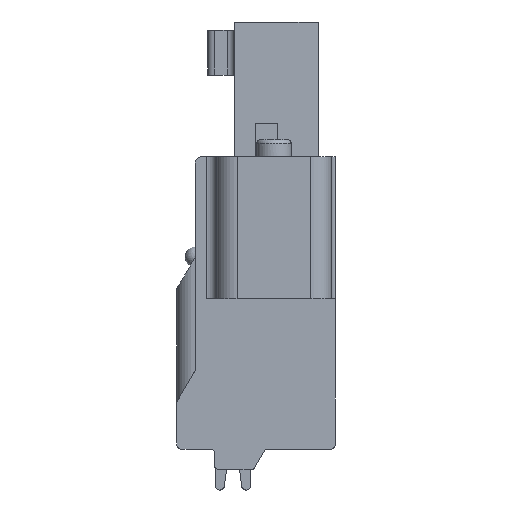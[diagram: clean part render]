
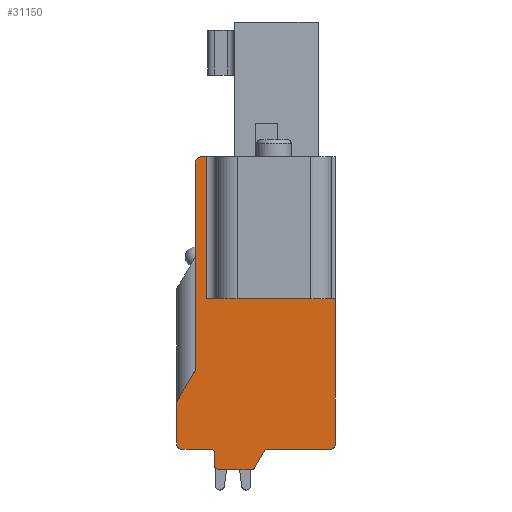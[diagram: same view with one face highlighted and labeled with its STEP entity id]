
A CAD part, front view. The second image highlights one B-rep face of the part: STEP entity #31150.
In plain terms, the highlighted planar face has unit normal (0, -1, 0).
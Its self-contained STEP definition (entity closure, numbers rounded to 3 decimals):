
#94=DIRECTION('',(-1.,0.,0.));
#95=VECTOR('',#94,0.25);
#96=CARTESIAN_POINT('',(-6.3,-11.43,0.));
#97=LINE('',#96,#95);
#3589=DIRECTION('',(0.,0.,-1.));
#3590=VECTOR('',#3589,10.141);
#3591=CARTESIAN_POINT('',(-6.85,-11.43,
-0.3));
#3592=LINE('',#3591,#3590);
#3954=DIRECTION('',(0.,0.,-1.));
#3955=VECTOR('',#3954,2.1);
#3956=CARTESIAN_POINT('',(-7.75,-11.43,-12.));
#3957=LINE('',#3956,#3955);
#3970=DIRECTION('',(1.,0.,0.));
#3971=VECTOR('',#3970,1.45);
#3972=CARTESIAN_POINT('',(-7.55,-11.43,-14.3));
#3973=LINE('',#3972,#3971);
#3978=DIRECTION('',(1.,0.,0.));
#3979=VECTOR('',#3978,3.107);
#3980=CARTESIAN_POINT('',(-3.307,-11.43,-14.3));
#3981=LINE('',#3980,#3979);
#4580=DIRECTION('',(0.,0.,1.));
#4581=VECTOR('',#4580,7.15);
#4582=CARTESIAN_POINT('',(0.,-11.43,-14.1));
#4583=LINE('',#4582,#4581);
#5058=DIRECTION('',(1.,0.,0.));
#5059=VECTOR('',#5058,6.3);
#5060=CARTESIAN_POINT('',(-6.3,-11.43,-6.95));
#5061=LINE('',#5060,#5059);
#5062=CARTESIAN_POINT('',(-0.2,-11.43,-14.1));
#5063=DIRECTION('',(0.,1.,0.));
#5064=DIRECTION('',(1.,0.,0.));
#5065=AXIS2_PLACEMENT_3D('',#5062,#5063,#5064);
#5067=CARTESIAN_POINT('',(-3.307,-11.43,-14.5));
#5068=DIRECTION('',(0.,-1.,0.));
#5069=DIRECTION('',(0.,0.,1.));
#5070=AXIS2_PLACEMENT_3D('',#5067,#5068,#5069);
#5072=DIRECTION('',(-0.5,0.,-0.866));
#5073=VECTOR('',#5072,0.924);
#5074=CARTESIAN_POINT('',(-3.48,-11.43,
-14.4));
#5075=LINE('',#5074,#5073);
#5076=CARTESIAN_POINT('',(-4.115,-11.43,-15.1));
#5077=DIRECTION('',(0.,1.,0.));
#5078=DIRECTION('',(0.866,0.,-0.5));
#5079=AXIS2_PLACEMENT_3D('',#5076,#5077,#5078);
#5081=CARTESIAN_POINT('',(-5.7,-11.43,-15.1));
#5082=DIRECTION('',(0.,1.,0.));
#5083=DIRECTION('',(0.,0.,-1.));
#5084=AXIS2_PLACEMENT_3D('',#5081,#5082,#5083);
#5086=CARTESIAN_POINT('',(-6.1,-11.43,-14.5));
#5087=DIRECTION('',(0.,-1.,0.));
#5088=DIRECTION('',(1.,0.,0.));
#5089=AXIS2_PLACEMENT_3D('',#5086,#5087,#5088);
#5091=CARTESIAN_POINT('',(-7.55,-11.43,-14.1));
#5092=DIRECTION('',(0.,1.,0.));
#5093=DIRECTION('',(0.,0.,-1.));
#5094=AXIS2_PLACEMENT_3D('',#5091,#5092,#5093);
#5096=DIRECTION('',(0.5,0.,0.866));
#5097=VECTOR('',#5096,1.8);
#5098=CARTESIAN_POINT('',(-7.75,-11.43,-12.));
#5099=LINE('',#5098,#5097);
#5100=CARTESIAN_POINT('',(-6.55,-11.43,-0.3));
#5101=DIRECTION('',(0.,1.,0.));
#5102=DIRECTION('',(-1.,0.,0.));
#5103=AXIS2_PLACEMENT_3D('',#5100,#5101,#5102);
#5109=DIRECTION('',(0.,0.,1.));
#5110=VECTOR('',#5109,6.95);
#5111=CARTESIAN_POINT('',(-6.3,-11.43,-6.95));
#5112=LINE('',#5111,#5110);
#5395=DIRECTION('',(0.,0.,-1.));
#5396=VECTOR('',#5395,0.6);
#5397=CARTESIAN_POINT('',(-5.9,-11.43,-14.5));
#5398=LINE('',#5397,#5396);
#5407=DIRECTION('',(1.,0.,0.));
#5408=VECTOR('',#5407,1.585);
#5409=CARTESIAN_POINT('',(-5.7,-11.43,-15.3));
#5410=LINE('',#5409,#5408);
#19405=CARTESIAN_POINT('',(-6.3,-11.43,0.));
#19406=VERTEX_POINT('',#19405);
#19407=CARTESIAN_POINT('',(-6.55,-11.43,0.));
#19408=VERTEX_POINT('',#19407);
#19505=CARTESIAN_POINT('',(0.,-11.43,-14.1));
#19506=CARTESIAN_POINT('',(0.,-11.43,-6.95));
#19507=VERTEX_POINT('',#19505);
#19508=VERTEX_POINT('',#19506);
#19509=CARTESIAN_POINT('',(-0.2,-11.43,-14.3));
#19510=VERTEX_POINT('',#19509);
#19511=CARTESIAN_POINT('',(-7.55,-11.43,-14.3));
#19512=CARTESIAN_POINT('',(-6.1,-11.43,-14.3));
#19513=VERTEX_POINT('',#19511);
#19514=VERTEX_POINT('',#19512);
#19519=CARTESIAN_POINT('',(-3.307,-11.43,-14.3));
#19520=VERTEX_POINT('',#19519);
#20100=CARTESIAN_POINT('',(-7.75,-11.43,-14.1));
#20101=VERTEX_POINT('',#20100);
#20112=CARTESIAN_POINT('',(-7.75,-11.43,-12.));
#20113=VERTEX_POINT('',#20112);
#20152=CARTESIAN_POINT('',(-6.85,-11.43,
-0.3));
#20153=VERTEX_POINT('',#20152);
#20154=CARTESIAN_POINT('',(-6.85,-11.43,
-10.441));
#20155=VERTEX_POINT('',#20154);
#20472=CARTESIAN_POINT('',(-6.3,-11.43,-6.95));
#20473=VERTEX_POINT('',#20472);
#20474=CARTESIAN_POINT('',(-3.48,-11.43,
-14.4));
#20475=VERTEX_POINT('',#20474);
#20476=CARTESIAN_POINT('',(-3.942,-11.43,
-15.2));
#20477=VERTEX_POINT('',#20476);
#20478=CARTESIAN_POINT('',(-4.115,-11.43,-15.3));
#20479=VERTEX_POINT('',#20478);
#20480=CARTESIAN_POINT('',(-5.7,-11.43,-15.3));
#20481=VERTEX_POINT('',#20480);
#20482=CARTESIAN_POINT('',(-5.9,-11.43,-15.1));
#20483=VERTEX_POINT('',#20482);
#20484=CARTESIAN_POINT('',(-5.9,-11.43,-14.5));
#20485=VERTEX_POINT('',#20484);
#31113=CARTESIAN_POINT('',(0.,-11.43,0.));
#31114=DIRECTION('',(0.,1.,0.));
#31115=DIRECTION('',(1.,0.,0.));
#31116=AXIS2_PLACEMENT_3D('',#31113,#31114,#31115);
#31117=PLANE('',#31116);
#31119=ORIENTED_EDGE('',*,*,#31118,.F.);
#31121=ORIENTED_EDGE('',*,*,#31120,.T.);
#31122=ORIENTED_EDGE('',*,*,#30517,.F.);
#31123=ORIENTED_EDGE('',*,*,#30501,.T.);
#31124=ORIENTED_EDGE('',*,*,#29898,.F.);
#31126=ORIENTED_EDGE('',*,*,#31125,.T.);
#31128=ORIENTED_EDGE('',*,*,#31127,.T.);
#31130=ORIENTED_EDGE('',*,*,#31129,.T.);
#31132=ORIENTED_EDGE('',*,*,#31131,.F.);
#31134=ORIENTED_EDGE('',*,*,#31133,.T.);
#31136=ORIENTED_EDGE('',*,*,#31135,.F.);
#31138=ORIENTED_EDGE('',*,*,#31137,.T.);
#31139=ORIENTED_EDGE('',*,*,#29890,.F.);
#31140=ORIENTED_EDGE('',*,*,#29867,.T.);
#31141=ORIENTED_EDGE('',*,*,#29852,.F.);
#31143=ORIENTED_EDGE('',*,*,#31142,.T.);
#31144=ORIENTED_EDGE('',*,*,#29330,.F.);
#31146=ORIENTED_EDGE('',*,*,#31145,.T.);
#31147=ORIENTED_EDGE('',*,*,#25023,.F.);
#31148=EDGE_LOOP('',(#31119,#31121,#31122,#31123,#31124,#31126,#31128,#31130,
#31132,#31134,#31136,#31138,#31139,#31140,#31141,#31143,#31144,#31146,#31147));
#31149=FACE_OUTER_BOUND('',#31148,.F.);
#5066=CIRCLE('',#5065,0.2);
#5071=CIRCLE('',#5070,0.2);
#5080=CIRCLE('',#5079,0.2);
#5085=CIRCLE('',#5084,0.2);
#5090=CIRCLE('',#5089,0.2);
#5095=CIRCLE('',#5094,0.2);
#5104=CIRCLE('',#5103,0.3);
#25023=EDGE_CURVE('',#19406,#19408,#97,.T.);
#29330=EDGE_CURVE('',#20153,#20155,#3592,.T.);
#29852=EDGE_CURVE('',#20113,#20101,#3957,.T.);
#29867=EDGE_CURVE('',#19513,#20101,#5095,.T.);
#29890=EDGE_CURVE('',#19513,#19514,#3973,.T.);
#29898=EDGE_CURVE('',#19520,#19510,#3981,.T.);
#30501=EDGE_CURVE('',#19507,#19510,#5066,.T.);
#30517=EDGE_CURVE('',#19507,#19508,#4583,.T.);
#31118=EDGE_CURVE('',#20473,#19406,#5112,.T.);
#31120=EDGE_CURVE('',#20473,#19508,#5061,.T.);
#31125=EDGE_CURVE('',#19520,#20475,#5071,.T.);
#31127=EDGE_CURVE('',#20475,#20477,#5075,.T.);
#31129=EDGE_CURVE('',#20477,#20479,#5080,.T.);
#31131=EDGE_CURVE('',#20481,#20479,#5410,.T.);
#31133=EDGE_CURVE('',#20481,#20483,#5085,.T.);
#31135=EDGE_CURVE('',#20485,#20483,#5398,.T.);
#31137=EDGE_CURVE('',#20485,#19514,#5090,.T.);
#31142=EDGE_CURVE('',#20113,#20155,#5099,.T.);
#31145=EDGE_CURVE('',#20153,#19408,#5104,.T.);
#31150=ADVANCED_FACE('',(#31149),#31117,.F.);
